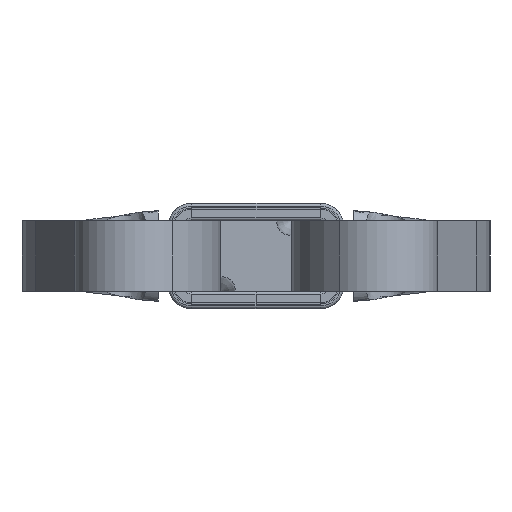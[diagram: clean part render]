
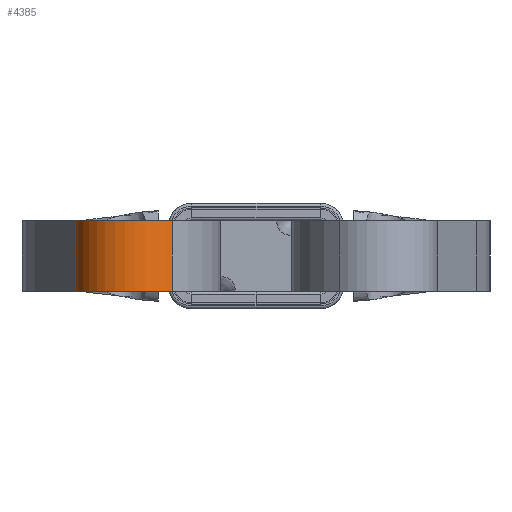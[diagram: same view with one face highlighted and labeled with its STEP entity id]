
A CAD part, front view. The second image highlights one B-rep face of the part: STEP entity #4385.
In plain terms, the highlighted cylindrical face has radius 10 mm (diameter 20 mm), a partial arc.
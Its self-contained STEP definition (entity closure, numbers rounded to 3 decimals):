
#308 = CARTESIAN_POINT ( 'NONE',  ( -14.333, -137.454, 6. ) ) ;
#938 = VERTEX_POINT ( 'NONE', #3202 ) ;
#1949 = DIRECTION ( 'NONE',  ( 0., 0., 1. ) ) ;
#3202 = CARTESIAN_POINT ( 'NONE',  ( -29.842, -125.329, -6. ) ) ;
#4124 = VERTEX_POINT ( 'NONE', #12448 ) ;
#4385 = ADVANCED_FACE ( 'NONE', ( #9329 ), #9038, .T. ) ;
#4539 = DIRECTION ( 'NONE',  ( 0., 0., 1. ) ) ;
#4590 = CARTESIAN_POINT ( 'NONE',  ( -29.842, -125.329, -6. ) ) ;
#5277 = VECTOR ( 'NONE', #8035, 1000. ) ;
#5659 = DIRECTION ( 'NONE',  ( 0., 0., -1. ) ) ;
#5738 = VECTOR ( 'NONE', #5659, 1000. ) ;
#6088 = LINE ( 'NONE', #4590, #5277 ) ;
#6467 = DIRECTION ( 'NONE',  ( 0., 0., 1. ) ) ;
#6556 = LINE ( 'NONE', #14280, #5738 ) ;
#6753 = EDGE_CURVE ( 'NONE', #7531, #21920, #6556, .T. ) ;
#6973 = DIRECTION ( 'NONE',  ( -0.884, 0.467, 0. ) ) ;
#7531 = VERTEX_POINT ( 'NONE', #308 ) ;
#7562 = CARTESIAN_POINT ( 'NONE',  ( -14.333, -137.454, -6. ) ) ;
#8035 = DIRECTION ( 'NONE',  ( 0., 0., -1. ) ) ;
#9038 = CYLINDRICAL_SURFACE ( 'NONE', #14148, 10. ) ;
#9329 = FACE_OUTER_BOUND ( 'NONE', #10423, .T. ) ;
#10423 = EDGE_LOOP ( 'NONE', ( #18561, #20318, #14091, #14733 ) ) ;
#12367 = CIRCLE ( 'NONE', #15558, 10. ) ;
#12448 = CARTESIAN_POINT ( 'NONE',  ( -29.842, -125.329, 6. ) ) ;
#13330 = CARTESIAN_POINT ( 'NONE',  ( -21., -130., 0. ) ) ;
#14091 = ORIENTED_EDGE ( 'NONE', *, *, #21118, .F. ) ;
#14148 = AXIS2_PLACEMENT_3D ( 'NONE', #13330, #4539, #20089 ) ;
#14280 = CARTESIAN_POINT ( 'NONE',  ( -14.333, -137.454, -6. ) ) ;
#14733 = ORIENTED_EDGE ( 'NONE', *, *, #21468, .T. ) ;
#15558 = AXIS2_PLACEMENT_3D ( 'NONE', #20479, #6467, #22057 ) ;
#17394 = CARTESIAN_POINT ( 'NONE',  ( -21., -130., 6. ) ) ;
#18447 = AXIS2_PLACEMENT_3D ( 'NONE', #17394, #1949, #6973 ) ;
#18561 = ORIENTED_EDGE ( 'NONE', *, *, #22022, .T. ) ;
#19445 = CIRCLE ( 'NONE', #18447, 10. ) ;
#20089 = DIRECTION ( 'NONE',  ( 1., 0., 0. ) ) ;
#20318 = ORIENTED_EDGE ( 'NONE', *, *, #6753, .F. ) ;
#20479 = CARTESIAN_POINT ( 'NONE',  ( -21., -130., -6. ) ) ;
#21118 = EDGE_CURVE ( 'NONE', #4124, #7531, #19445, .T. ) ;
#21468 = EDGE_CURVE ( 'NONE', #4124, #938, #6088, .T. ) ;
#21920 = VERTEX_POINT ( 'NONE', #7562 ) ;
#22022 = EDGE_CURVE ( 'NONE', #938, #21920, #12367, .T. ) ;
#22057 = DIRECTION ( 'NONE',  ( -0.884, 0.467, 0. ) ) ;
